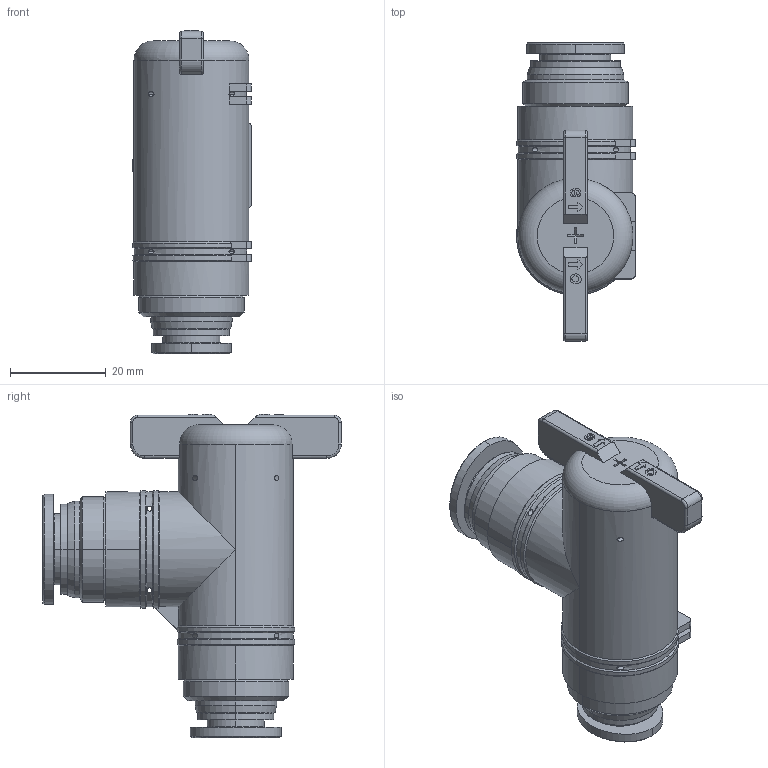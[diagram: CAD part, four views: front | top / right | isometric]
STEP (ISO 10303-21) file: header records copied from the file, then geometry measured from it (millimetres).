
FILE_DESCRIPTION((''),'2;1');
FILE_NAME('BLG601012-mdt.stp','2017-07-24T19:16:56',(''),(''),'Mechanical Desktop 2009','Mechanical Desktop 2009',', , ');
FILE_SCHEMA(('CONFIG_CONTROL_DESIGN'));
Length unit declared in the file: millimetre
Products named in the file (10): BLG601012-MDTA; BLG601012-MDT; BC12-60; COLLAR-12C; BC10-20; COLLAR-10C; 60-R04; 60-R03; BOLT-M3; HA
Assembly tree (12 placements, depth 3):
  BLG601012-MDTA
    BLG601012-MDT
    BC12-60  x3
      COLLAR-12C
    BC10-20  x2
      COLLAR-10C
    60-R04
    60-R03
    BOLT-M3
    HA
Bounding box: 24.77 x 62.3 x 67.5 mm (x, y, z)
Volume: 37540.7 mm3; surface area: 11141.1 mm2
Topology: 1 solids, 3 shells, 398 faces, 1015 edges, 645 vertices
Faces by surface type: plane 230, cylinder 104, cone 32, torus 22, bspline 10
Entity records: 13904 total; most frequent: CARTESIAN_POINT 4075, ORIENTED_EDGE 2026, DIRECTION 1979, EDGE_CURVE 1013, VECTOR 673, LINE 673, AXIS2_PLACEMENT_3D 653, VERTEX_POINT 645
